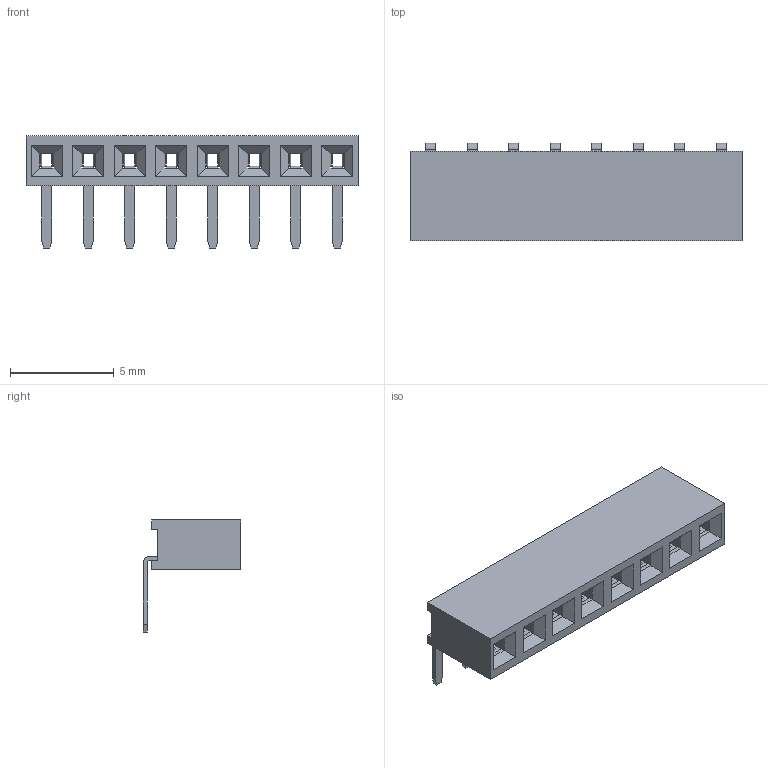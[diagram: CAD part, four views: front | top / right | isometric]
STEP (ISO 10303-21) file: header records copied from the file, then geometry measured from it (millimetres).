
FILE_DESCRIPTION(('STEP AP214'), '1');
FILE_NAME('PBS2-R1', '', ('UNSPECIFIED'), ('UNSPECIFIED'), 'ASCON STEP Converter 1.6', 'ASCON Math Kernel', '');
FILE_SCHEMA(('AUTOMOTIVE_DESIGN { 1 0 10303 214 3 1 1}'));
Length unit declared in the file: millimetre
Bounding box: 16 x 4.7 x 5.4 mm (x, y, z)
Volume: 110.6 mm3; surface area: 643.2 mm2
Topology: 9 solids, 9 shells, 530 faces, 1440 edges, 928 vertices
Faces by surface type: plane 410, cylinder 120
Entity records: 20816 total; most frequent: CARTESIAN_POINT 2899, ORIENTED_EDGE 2880, DIRECTION 2742, EDGE_CURVE 1440, LINE 1200, VECTOR 1200, VERTEX_POINT 928, AXIS2_PLACEMENT_3D 771
